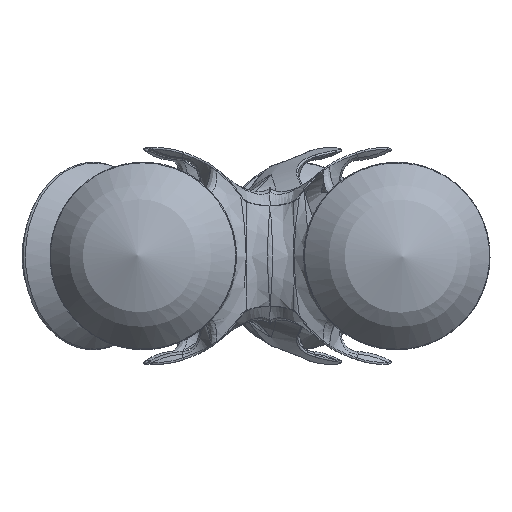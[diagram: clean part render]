
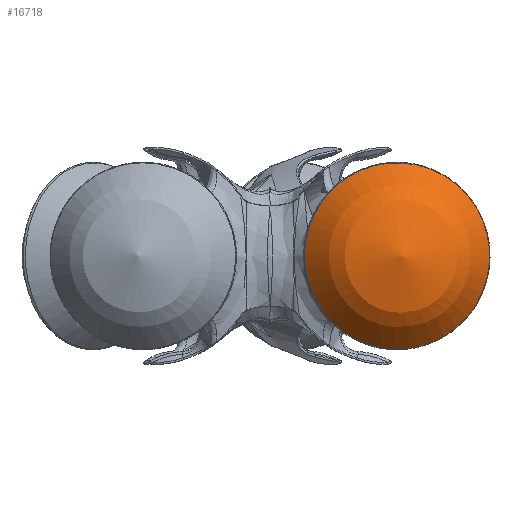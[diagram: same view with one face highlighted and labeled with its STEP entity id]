
A CAD part, left-side view. The second image highlights one B-rep face of the part: STEP entity #16718.
In plain terms, the highlighted free-form (B-spline) face has degree [2, 2] with [3, 3] control points.
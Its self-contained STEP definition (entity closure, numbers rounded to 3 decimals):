
#16662 = EDGE_CURVE('',#16663,#16663,#16665,.T.);
#16663 = VERTEX_POINT('',#16664);
#16664 = CARTESIAN_POINT('',(-149.464,-97.505,
    -71.512));
#16665 = ( BOUNDED_CURVE() B_SPLINE_CURVE(2,(#16666,#16667,#16668,#16669
    ,#16670,#16671,#16672),.UNSPECIFIED.,.T.,.F.) 
B_SPLINE_CURVE_WITH_KNOTS((3,2,2,3),(3.142,5.236,
7.33,9.425),.PIECEWISE_BEZIER_KNOTS.) CURVE() 
GEOMETRIC_REPRESENTATION_ITEM() RATIONAL_B_SPLINE_CURVE((1.,0.5,1.,0.5,
1.,0.5,1.)) REPRESENTATION_ITEM('') );
#16666 = CARTESIAN_POINT('',(-149.464,-97.505,
    -71.512));
#16667 = CARTESIAN_POINT('',(-163.091,25.606,
    -71.512));
#16668 = CARTESIAN_POINT('',(-156.278,-35.949,
    35.756));
#16669 = CARTESIAN_POINT('',(-149.464,-97.505,
    143.025));
#16670 = CARTESIAN_POINT('',(-142.651,-159.061,
    35.756));
#16671 = CARTESIAN_POINT('',(-135.838,-220.616,
    -71.512));
#16672 = CARTESIAN_POINT('',(-149.464,-97.505,
    -71.512));
#16718 = ADVANCED_FACE('',(#16719),#16722,.T.);
#16719 = FACE_BOUND('',#16720,.T.);
#16720 = EDGE_LOOP('',(#16721));
#16721 = ORIENTED_EDGE('',*,*,#16662,.F.);
#16722 = ( BOUNDED_SURFACE() B_SPLINE_SURFACE(2,2,(
    (#16723,#16724,#16725)
    ,(#16726,#16727,#16728)
    ,(#16729,#16730,#16731
)),.UNSPECIFIED.,.F.,.F.,.F.) B_SPLINE_SURFACE_WITH_KNOTS((3,3),(3,3),(
    4.535,6.554),(-1.031,1.008),
.PIECEWISE_BEZIER_KNOTS.) GEOMETRIC_REPRESENTATION_ITEM() 
RATIONAL_B_SPLINE_SURFACE((
    (1.,0.524,1.)
    ,(0.532,0.279,0.532)
,(1.,0.524,1.))) REPRESENTATION_ITEM('') SURFACE() );
#16723 = CARTESIAN_POINT('',(-123.576,-131.67,
    72.517));
#16724 = CARTESIAN_POINT('',(-174.969,-237.814,
    1.821));
#16725 = CARTESIAN_POINT('',(-124.284,-133.133,
    -71.518));
#16726 = CARTESIAN_POINT('',(-185.827,-101.53,
    72.517));
#16727 = CARTESIAN_POINT('',(-406.092,-125.909,
    1.821));
#16728 = CARTESIAN_POINT('',(-188.862,-101.866,
    -71.518));
#16729 = CARTESIAN_POINT('',(-131.674,-58.505,
    72.517));
#16730 = CARTESIAN_POINT('',(-205.035,33.83,
    1.821));
#16731 = CARTESIAN_POINT('',(-132.685,-57.233,
    -71.518));
